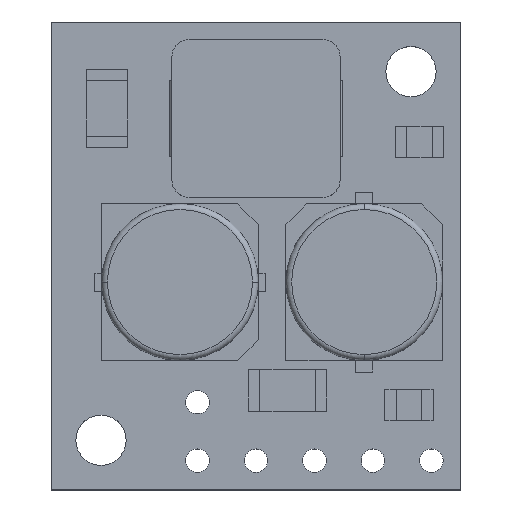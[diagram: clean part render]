
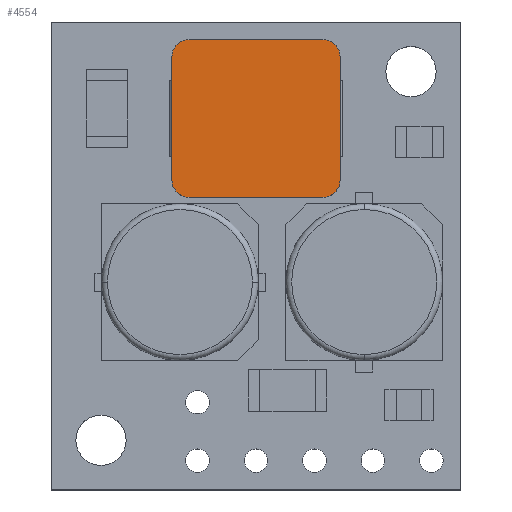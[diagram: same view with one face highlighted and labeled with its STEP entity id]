
A CAD part, top view. The second image highlights one B-rep face of the part: STEP entity #4554.
In plain terms, the highlighted planar face has unit normal (0, 0, 1).
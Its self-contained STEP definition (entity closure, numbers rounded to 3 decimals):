
#1508 = DIRECTION ( 'NONE',  ( 1., 0., 0. ) ) ;
#1818 = LINE ( 'NONE', #61257, #19935 ) ;
#2411 = DIRECTION ( 'NONE',  ( -1., 0., 0. ) ) ;
#2515 = CARTESIAN_POINT ( 'NONE',  ( 5.99, 18.804, 4.575 ) ) ;
#3248 = ORIENTED_EDGE ( 'NONE', *, *, #61329, .T. ) ;
#3364 = CARTESIAN_POINT ( 'NONE',  ( 11.79, 18.804, 4.575 ) ) ;
#3737 = VECTOR ( 'NONE', #2411, 1000. ) ;
#4116 = CARTESIAN_POINT ( 'NONE',  ( 5.99, 19.554, 4.575 ) ) ;
#4191 = DIRECTION ( 'NONE',  ( 0., 0., 1. ) ) ;
#4272 = VECTOR ( 'NONE', #15245, 1000. ) ;
#4322 = EDGE_CURVE ( 'NONE', #64426, #20707, #57519, .T. ) ;
#4554 = ADVANCED_FACE ( 'NONE', ( #11281 ), #5457, .F. ) ;
#5457 = PLANE ( 'NONE',  #22833 ) ;
#5775 = DIRECTION ( 'NONE',  ( 0., 0., -1. ) ) ;
#7638 = LINE ( 'NONE', #47347, #3737 ) ;
#10505 = DIRECTION ( 'NONE',  ( 0., 0., 1. ) ) ;
#11281 = FACE_OUTER_BOUND ( 'NONE', #50034, .T. ) ;
#15075 = ORIENTED_EDGE ( 'NONE', *, *, #21988, .T. ) ;
#15245 = DIRECTION ( 'NONE',  ( 0., 1., 0. ) ) ;
#15906 = EDGE_CURVE ( 'NONE', #20707, #44991, #22139, .T. ) ;
#17206 = CARTESIAN_POINT ( 'NONE',  ( 5.24, 12.704, 4.575 ) ) ;
#17354 = CARTESIAN_POINT ( 'NONE',  ( 5.24, 18.804, 4.575 ) ) ;
#17669 = CIRCLE ( 'NONE', #54360, 0.75 ) ;
#19798 = AXIS2_PLACEMENT_3D ( 'NONE', #3364, #57842, #43672 ) ;
#19935 = VECTOR ( 'NONE', #1508, 1000. ) ;
#20324 = ORIENTED_EDGE ( 'NONE', *, *, #56757, .T. ) ;
#20517 = DIRECTION ( 'NONE',  ( -1., 0., 0. ) ) ;
#20692 = CARTESIAN_POINT ( 'NONE',  ( 12.54, 13.454, 4.575 ) ) ;
#20707 = VERTEX_POINT ( 'NONE', #17354 ) ;
#20994 = CARTESIAN_POINT ( 'NONE',  ( 5.99, 13.454, 4.575 ) ) ;
#21237 = CARTESIAN_POINT ( 'NONE',  ( 5.99, 12.704, 4.575 ) ) ;
#21988 = EDGE_CURVE ( 'NONE', #62848, #64426, #7638, .T. ) ;
#22139 = LINE ( 'NONE', #17206, #25004 ) ;
#22775 = EDGE_CURVE ( 'NONE', #44760, #58334, #59237, .T. ) ;
#22831 = CARTESIAN_POINT ( 'NONE',  ( 12.54, 18.804, 4.575 ) ) ;
#22833 = AXIS2_PLACEMENT_3D ( 'NONE', #30647, #5775, #35943 ) ;
#25004 = VECTOR ( 'NONE', #31972, 1000. ) ;
#26158 = ORIENTED_EDGE ( 'NONE', *, *, #4322, .T. ) ;
#27738 = DIRECTION ( 'NONE',  ( -1., 0., 0. ) ) ;
#29164 = AXIS2_PLACEMENT_3D ( 'NONE', #2515, #37303, #27738 ) ;
#30462 = CARTESIAN_POINT ( 'NONE',  ( 5.24, 13.454, 4.575 ) ) ;
#30647 = CARTESIAN_POINT ( 'NONE',  ( 8.89, 16.129, 4.575 ) ) ;
#30832 = DIRECTION ( 'NONE',  ( -1., 0., 0. ) ) ;
#31972 = DIRECTION ( 'NONE',  ( 0., -1., 0. ) ) ;
#33404 = CARTESIAN_POINT ( 'NONE',  ( 11.79, 12.704, 4.575 ) ) ;
#35943 = DIRECTION ( 'NONE',  ( -1., 0., 0. ) ) ;
#37303 = DIRECTION ( 'NONE',  ( 0., 0., 1. ) ) ;
#37549 = ORIENTED_EDGE ( 'NONE', *, *, #47116, .T. ) ;
#39533 = CARTESIAN_POINT ( 'NONE',  ( 12.54, 12.704, 4.575 ) ) ;
#41396 = VERTEX_POINT ( 'NONE', #21237 ) ;
#43672 = DIRECTION ( 'NONE',  ( -1., 0., 0. ) ) ;
#44760 = VERTEX_POINT ( 'NONE', #20692 ) ;
#44991 = VERTEX_POINT ( 'NONE', #30462 ) ;
#45091 = ORIENTED_EDGE ( 'NONE', *, *, #22775, .T. ) ;
#45456 = CARTESIAN_POINT ( 'NONE',  ( 11.79, 13.454, 4.575 ) ) ;
#45459 = AXIS2_PLACEMENT_3D ( 'NONE', #20994, #10505, #30832 ) ;
#46549 = CIRCLE ( 'NONE', #45459, 0.75 ) ;
#47116 = EDGE_CURVE ( 'NONE', #52454, #44760, #17669, .T. ) ;
#47347 = CARTESIAN_POINT ( 'NONE',  ( 5.14, 19.554, 4.575 ) ) ;
#50034 = EDGE_LOOP ( 'NONE', ( #15075, #26158, #60224, #3248, #20324, #37549, #45091, #52390 ) ) ;
#50751 = CARTESIAN_POINT ( 'NONE',  ( 11.79, 19.554, 4.575 ) ) ;
#52390 = ORIENTED_EDGE ( 'NONE', *, *, #54891, .T. ) ;
#52454 = VERTEX_POINT ( 'NONE', #33404 ) ;
#54360 = AXIS2_PLACEMENT_3D ( 'NONE', #45456, #4191, #20517 ) ;
#54443 = CIRCLE ( 'NONE', #19798, 0.75 ) ;
#54891 = EDGE_CURVE ( 'NONE', #58334, #62848, #54443, .T. ) ;
#56757 = EDGE_CURVE ( 'NONE', #41396, #52454, #1818, .T. ) ;
#57519 = CIRCLE ( 'NONE', #29164, 0.75 ) ;
#57842 = DIRECTION ( 'NONE',  ( 0., 0., 1. ) ) ;
#58334 = VERTEX_POINT ( 'NONE', #22831 ) ;
#59237 = LINE ( 'NONE', #39533, #4272 ) ;
#60224 = ORIENTED_EDGE ( 'NONE', *, *, #15906, .T. ) ;
#61257 = CARTESIAN_POINT ( 'NONE',  ( 5.14, 12.704, 4.575 ) ) ;
#61329 = EDGE_CURVE ( 'NONE', #44991, #41396, #46549, .T. ) ;
#62848 = VERTEX_POINT ( 'NONE', #50751 ) ;
#64426 = VERTEX_POINT ( 'NONE', #4116 ) ;
